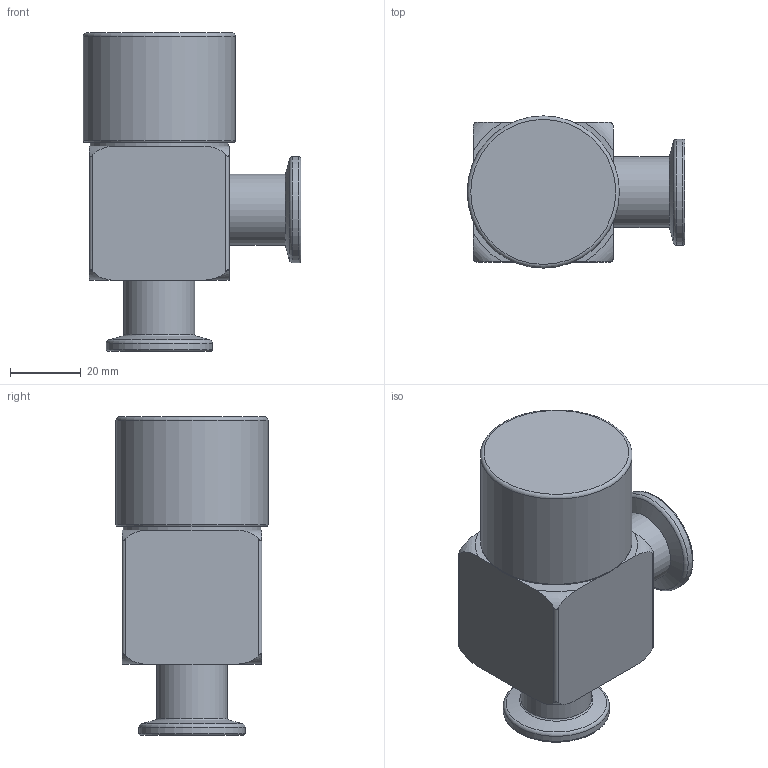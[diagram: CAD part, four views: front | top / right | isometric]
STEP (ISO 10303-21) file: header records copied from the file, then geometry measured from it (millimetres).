
FILE_DESCRIPTION( ( 'Unknown' ), '1' );
FILE_NAME( '3012.stp', 'Unknown', ( 'Unknown' ), ( 'Unknown' ), 'PSStep 14.0', 'Unknown', ' ' );
FILE_SCHEMA( ( 'AUTOMOTIVE_DESIGN { 1 0 10303 214 1 1 1 1 }' ) );
Length unit declared in the file: millimetre
Products named in the file (4): Assem1; Eckvent. 16 KoerperVA; Eckvent.16 Stutzen; Griffhuelse(Hand)16
Assembly tree (3 placements, depth 2):
  Assem1
    Eckvent. 16 KoerperVA
    Eckvent.16 Stutzen
    Griffhuelse(Hand)16
Bounding box: 61.5 x 43 x 90 mm (x, y, z)
Volume: 115278 mm3; surface area: 26154.1 mm2
Topology: 3 solids, 3 shells, 48 faces, 102 edges, 66 vertices
Faces by surface type: plane 16, torus 16, cylinder 14, cone 2
Full cylindrical faces by diameter (mm): 17.2 x2, 20 x3, 30 x2, 39 x1, 40.5 x1, 43 x1
Entity records: 1866 total; most frequent: CARTESIAN_POINT 508, DIRECTION 192, ORIENTED_EDGE 152, AXIS2_PLACEMENT_3D 88, EDGE_CURVE 76, EDGE_LOOP 74, FACE_OUTER_BOUND 66, VERTEX_POINT 60
